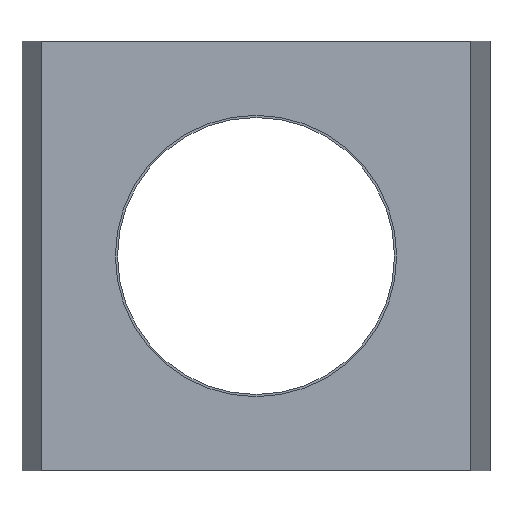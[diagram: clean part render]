
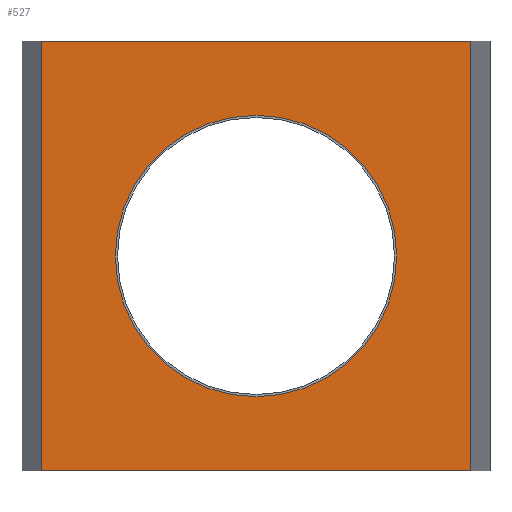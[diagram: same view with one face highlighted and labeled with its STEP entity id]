
A CAD part, front view. The second image highlights one B-rep face of the part: STEP entity #527.
In plain terms, the highlighted planar face has unit normal (0, -1, 0).
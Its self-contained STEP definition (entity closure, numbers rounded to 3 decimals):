
#11 = VECTOR ( 'NONE', #170, 1000. ) ;
#70 = EDGE_CURVE ( 'NONE', #771, #186, #604, .T. ) ;
#124 = DIRECTION ( 'NONE',  ( 1., 0., 0. ) ) ;
#132 = VECTOR ( 'NONE', #177, 1000. ) ;
#133 = ORIENTED_EDGE ( 'NONE', *, *, #70, .T. ) ;
#134 = CIRCLE ( 'NONE', #656, 254. ) ;
#142 = CARTESIAN_POINT ( 'NONE',  ( -387.5, 0., 387.5 ) ) ;
#153 = LINE ( 'NONE', #739, #11 ) ;
#170 = DIRECTION ( 'NONE',  ( 0., 0., -1. ) ) ;
#177 = DIRECTION ( 'NONE',  ( 1., 0., 0. ) ) ;
#186 = VERTEX_POINT ( 'NONE', #250 ) ;
#244 = DIRECTION ( 'NONE',  ( 0., -1., 0. ) ) ;
#246 = ORIENTED_EDGE ( 'NONE', *, *, #275, .F. ) ;
#250 = CARTESIAN_POINT ( 'NONE',  ( -387.5, 0., -387.5 ) ) ;
#253 = VERTEX_POINT ( 'NONE', #550 ) ;
#269 = LINE ( 'NONE', #651, #890 ) ;
#275 = EDGE_CURVE ( 'NONE', #824, #253, #848, .T. ) ;
#276 = CARTESIAN_POINT ( 'NONE',  ( -387.5, 0., 387.5 ) ) ;
#286 = VERTEX_POINT ( 'NONE', #708 ) ;
#313 = EDGE_CURVE ( 'NONE', #771, #473, #854, .T. ) ;
#323 = AXIS2_PLACEMENT_3D ( 'NONE', #276, #498, #565 ) ;
#350 = ORIENTED_EDGE ( 'NONE', *, *, #971, .F. ) ;
#353 = FACE_BOUND ( 'NONE', #762, .T. ) ;
#367 = ORIENTED_EDGE ( 'NONE', *, *, #313, .F. ) ;
#405 = CARTESIAN_POINT ( 'NONE',  ( 0., 0., 0. ) ) ;
#425 = CARTESIAN_POINT ( 'NONE',  ( 387.5, 0., 387.5 ) ) ;
#440 = DIRECTION ( 'NONE',  ( 0., 0., -1. ) ) ;
#448 = EDGE_CURVE ( 'NONE', #186, #286, #269, .T. ) ;
#451 = CARTESIAN_POINT ( 'NONE',  ( 0., 0., -254. ) ) ;
#471 = DIRECTION ( 'NONE',  ( 0., 0., -1. ) ) ;
#473 = VERTEX_POINT ( 'NONE', #425 ) ;
#498 = DIRECTION ( 'NONE',  ( 0., 1., 0. ) ) ;
#515 = EDGE_LOOP ( 'NONE', ( #620, #927, #367, #133 ) ) ;
#527 = ADVANCED_FACE ( 'NONE', ( #353, #942 ), #575, .F. ) ;
#550 = CARTESIAN_POINT ( 'NONE',  ( 0., 0., 254. ) ) ;
#557 = CARTESIAN_POINT ( 'NONE',  ( -387.5, 0., 387.5 ) ) ;
#565 = DIRECTION ( 'NONE',  ( 0., 0., 1. ) ) ;
#575 = PLANE ( 'NONE',  #323 ) ;
#592 = AXIS2_PLACEMENT_3D ( 'NONE', #405, #244, #471 ) ;
#604 = LINE ( 'NONE', #142, #964 ) ;
#605 = DIRECTION ( 'NONE',  ( 0., -1., 0. ) ) ;
#620 = ORIENTED_EDGE ( 'NONE', *, *, #448, .T. ) ;
#651 = CARTESIAN_POINT ( 'NONE',  ( -387.5, 0., -387.5 ) ) ;
#656 = AXIS2_PLACEMENT_3D ( 'NONE', #974, #605, #440 ) ;
#708 = CARTESIAN_POINT ( 'NONE',  ( 387.5, 0., -387.5 ) ) ;
#739 = CARTESIAN_POINT ( 'NONE',  ( 387.5, 0., 387.5 ) ) ;
#757 = DIRECTION ( 'NONE',  ( 0., 0., -1. ) ) ;
#762 = EDGE_LOOP ( 'NONE', ( #246, #350 ) ) ;
#771 = VERTEX_POINT ( 'NONE', #967 ) ;
#824 = VERTEX_POINT ( 'NONE', #451 ) ;
#848 = CIRCLE ( 'NONE', #592, 254. ) ;
#854 = LINE ( 'NONE', #557, #132 ) ;
#890 = VECTOR ( 'NONE', #124, 1000. ) ;
#927 = ORIENTED_EDGE ( 'NONE', *, *, #976, .F. ) ;
#942 = FACE_OUTER_BOUND ( 'NONE', #515, .T. ) ;
#964 = VECTOR ( 'NONE', #757, 1000. ) ;
#967 = CARTESIAN_POINT ( 'NONE',  ( -387.5, 0., 387.5 ) ) ;
#971 = EDGE_CURVE ( 'NONE', #253, #824, #134, .T. ) ;
#974 = CARTESIAN_POINT ( 'NONE',  ( 0., 0., 0. ) ) ;
#976 = EDGE_CURVE ( 'NONE', #473, #286, #153, .T. ) ;
